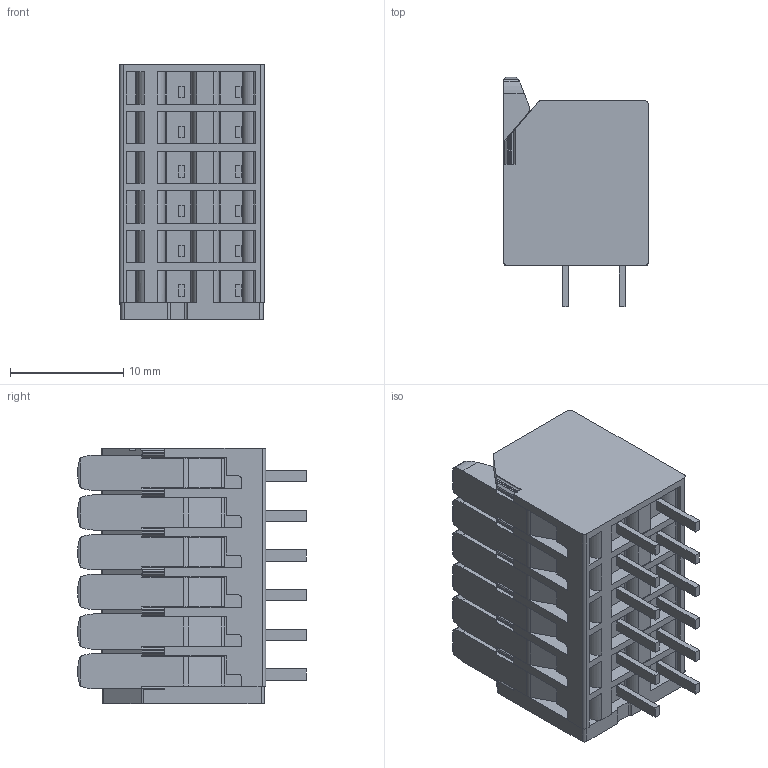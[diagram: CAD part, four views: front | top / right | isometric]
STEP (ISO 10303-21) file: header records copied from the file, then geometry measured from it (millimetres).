
FILE_DESCRIPTION(/* description */ ('STEP AP214'),/* implementation_level */ '2;1');
FILE_NAME(/* name */ '2601-3106',/* time_stamp */ '2024-02-17T11:33:54+01:00',/* author */ ('License CC BY-ND 4.0'),/* organization */ ('CADENAS'),/* preprocessor_version */ 'ST-DEVELOPER v19.3',/* originating_system */ 'PARTsolutions',/* authorisation */ ' ');
FILE_SCHEMA (('AUTOMOTIVE_DESIGN {1 0 10303 214 3 1 1}'));
Length unit declared in the file: millimetre
Products named in the file (1): 2601-3106
Bounding box: 12.75 x 20.18 x 22.5 mm (x, y, z)
Volume: 3685.7 mm3; surface area: 3081.5 mm2
Topology: 1 solids, 1 shells, 772 faces, 2169 edges, 1442 vertices
Faces by surface type: plane 457, cylinder 315
Entity records: 30413 total; most frequent: CARTESIAN_POINT 4531, ORIENTED_EDGE 4338, DIRECTION 4264, EDGE_CURVE 2169, LINE 1522, VECTOR 1522, VERTEX_POINT 1442, AXIS2_PLACEMENT_3D 1371
